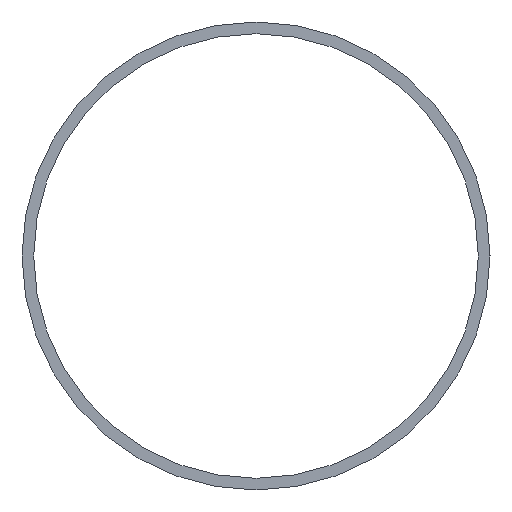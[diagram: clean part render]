
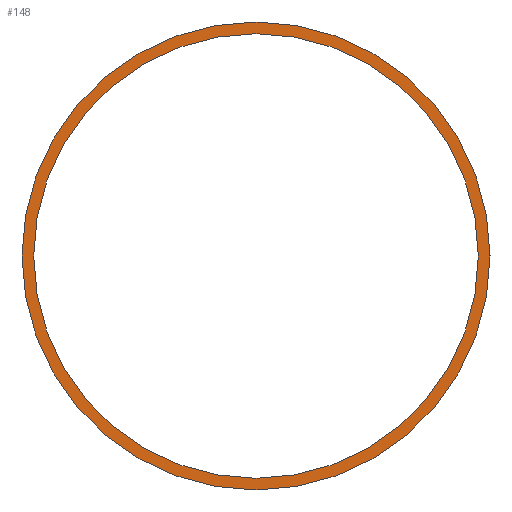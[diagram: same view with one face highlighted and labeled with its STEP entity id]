
A CAD part, left-side view. The second image highlights one B-rep face of the part: STEP entity #148.
In plain terms, the highlighted planar face has unit normal (-1, 0, 0).
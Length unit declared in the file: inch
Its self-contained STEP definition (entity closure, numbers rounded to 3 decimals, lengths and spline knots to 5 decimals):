
#2 = CARTESIAN_POINT ( 'NONE',  ( -23.5, 0., 0. ) ) ;
#8 = VERTEX_POINT ( 'NONE', #220 ) ;
#10 = CIRCLE ( 'NONE', #113, 1.1875 ) ;
#19 = ORIENTED_EDGE ( 'NONE', *, *, #83, .T. ) ;
#21 = EDGE_LOOP ( 'NONE', ( #19, #77 ) ) ;
#30 = DIRECTION ( 'NONE',  ( 0., 0., -1. ) ) ;
#31 = AXIS2_PLACEMENT_3D ( 'NONE', #2, #135, #30 ) ;
#37 = CIRCLE ( 'NONE', #31, 1.25 ) ;
#45 = CARTESIAN_POINT ( 'NONE',  ( -23.5, 0., -1.25 ) ) ;
#54 = CARTESIAN_POINT ( 'NONE',  ( -23.5, 0., 0. ) ) ;
#58 = VERTEX_POINT ( 'NONE', #45 ) ;
#61 = AXIS2_PLACEMENT_3D ( 'NONE', #158, #85, #159 ) ;
#69 = ORIENTED_EDGE ( 'NONE', *, *, #208, .F. ) ;
#73 = VERTEX_POINT ( 'NONE', #170 ) ;
#77 = ORIENTED_EDGE ( 'NONE', *, *, #78, .T. ) ;
#78 = EDGE_CURVE ( 'NONE', #73, #8, #157, .T. ) ;
#79 = CARTESIAN_POINT ( 'NONE',  ( -23.5, 0., 0. ) ) ;
#82 = DIRECTION ( 'NONE',  ( 1., 0., 0. ) ) ;
#83 = EDGE_CURVE ( 'NONE', #8, #73, #10, .T. ) ;
#85 = DIRECTION ( 'NONE',  ( 1., 0., 0. ) ) ;
#95 = DIRECTION ( 'NONE',  ( 0., 0., -1. ) ) ;
#100 = DIRECTION ( 'NONE',  ( 0., 0., -1. ) ) ;
#108 = AXIS2_PLACEMENT_3D ( 'NONE', #195, #136, #118 ) ;
#113 = AXIS2_PLACEMENT_3D ( 'NONE', #54, #82, #100 ) ;
#118 = DIRECTION ( 'NONE',  ( 0., 0., -1. ) ) ;
#121 = EDGE_CURVE ( 'NONE', #58, #149, #180, .T. ) ;
#135 = DIRECTION ( 'NONE',  ( 1., 0., 0. ) ) ;
#136 = DIRECTION ( 'NONE',  ( 1., 0., 0. ) ) ;
#144 = FACE_BOUND ( 'NONE', #21, .T. ) ;
#148 = ADVANCED_FACE ( 'NONE', ( #199, #144 ), #222, .F. ) ;
#149 = VERTEX_POINT ( 'NONE', #176 ) ;
#157 = CIRCLE ( 'NONE', #219, 1.1875 ) ;
#158 = CARTESIAN_POINT ( 'NONE',  ( -23.5, 0., 0. ) ) ;
#159 = DIRECTION ( 'NONE',  ( 0., 0., -1. ) ) ;
#160 = EDGE_LOOP ( 'NONE', ( #69, #205 ) ) ;
#170 = CARTESIAN_POINT ( 'NONE',  ( -23.5, 0., -1.1875 ) ) ;
#176 = CARTESIAN_POINT ( 'NONE',  ( -23.5, 0., 1.25 ) ) ;
#180 = CIRCLE ( 'NONE', #108, 1.25 ) ;
#195 = CARTESIAN_POINT ( 'NONE',  ( -23.5, 0., 0. ) ) ;
#199 = FACE_OUTER_BOUND ( 'NONE', #160, .T. ) ;
#205 = ORIENTED_EDGE ( 'NONE', *, *, #121, .F. ) ;
#208 = EDGE_CURVE ( 'NONE', #149, #58, #37, .T. ) ;
#218 = DIRECTION ( 'NONE',  ( 1., 0., 0. ) ) ;
#219 = AXIS2_PLACEMENT_3D ( 'NONE', #79, #218, #95 ) ;
#220 = CARTESIAN_POINT ( 'NONE',  ( -23.5, 0., 1.1875 ) ) ;
#222 = PLANE ( 'NONE',  #61 ) ;
